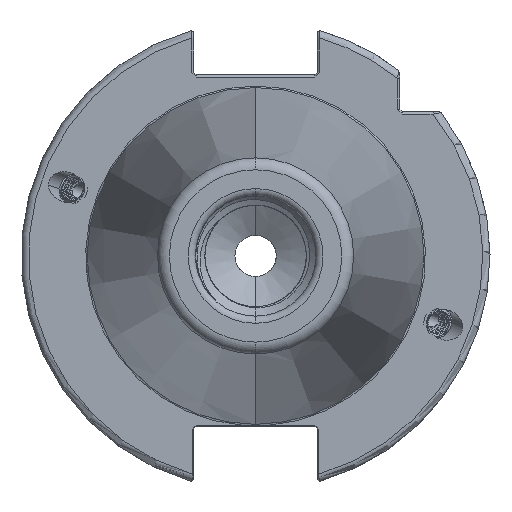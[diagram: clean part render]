
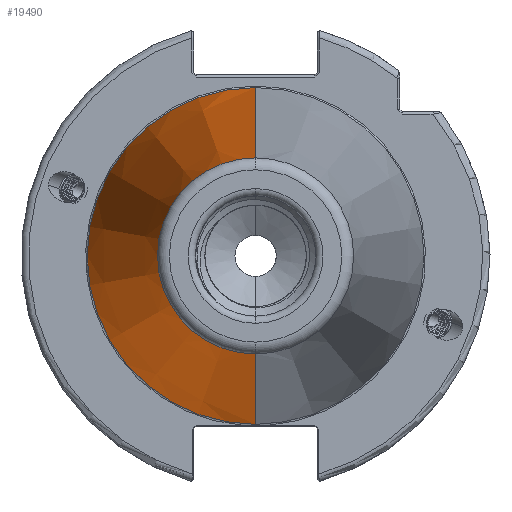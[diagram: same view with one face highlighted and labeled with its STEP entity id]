
A CAD part, left-side view. The second image highlights one B-rep face of the part: STEP entity #19490.
In plain terms, the highlighted conical face has half-angle 8.297 degrees and reference radius 35.392 mm.
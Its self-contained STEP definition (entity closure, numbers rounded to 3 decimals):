
#476 = EDGE_LOOP ( 'NONE', ( #12548, #12546, #12547, #12545, #12544 ) ) ;
#4665 = FACE_OUTER_BOUND ( 'NONE', #476, .T. ) ;
#4669 = AXIS2_PLACEMENT_3D ( 'NONE', #6345, #6346, #6347 ) ;
#6345 = CARTESIAN_POINT ( 'NONE',  ( 0., 0., 0. ) ) ;
#6346 = DIRECTION ( 'NONE',  ( 1., 0., 0. ) ) ;
#6347 = DIRECTION ( 'NONE',  ( 0., 0., -1. ) ) ;
#6953 = CARTESIAN_POINT ( 'NONE',  ( -102.811, 0., 20.399 ) ) ;
#6954 = CARTESIAN_POINT ( 'NONE',  ( -102.811, 0., -20.399 ) ) ;
#6976 = CARTESIAN_POINT ( 'NONE',  ( -2.5, 0., 35.027 ) ) ;
#6977 = CARTESIAN_POINT ( 'NONE',  ( -2.5, 35.027, 0. ) ) ;
#6978 = CARTESIAN_POINT ( 'NONE',  ( -2.5, 0., -35.027 ) ) ;
#11232 = VERTEX_POINT ( 'NONE', #6953 ) ;
#11233 = VERTEX_POINT ( 'NONE', #6954 ) ;
#11255 = VERTEX_POINT ( 'NONE', #6976 ) ;
#11256 = VERTEX_POINT ( 'NONE', #6977 ) ;
#11257 = VERTEX_POINT ( 'NONE', #6978 ) ;
#11866 = EDGE_CURVE ( 'NONE', #11233, #11232, #17425, .T. ) ;
#11886 = EDGE_CURVE ( 'NONE', #11232, #11255, #18116, .T. ) ;
#11887 = EDGE_CURVE ( 'NONE', #11256, #11255, #17444, .T. ) ;
#11888 = EDGE_CURVE ( 'NONE', #11257, #11256, #17445, .T. ) ;
#11889 = EDGE_CURVE ( 'NONE', #11233, #11257, #18125, .T. ) ;
#12544 = ORIENTED_EDGE ( 'NONE', *, *, #11889, .F. ) ;
#12545 = ORIENTED_EDGE ( 'NONE', *, *, #11888, .F. ) ;
#12546 = ORIENTED_EDGE ( 'NONE', *, *, #11886, .T. ) ;
#12547 = ORIENTED_EDGE ( 'NONE', *, *, #11887, .F. ) ;
#12548 = ORIENTED_EDGE ( 'NONE', *, *, #11866, .T. ) ;
#13964 = AXIS2_PLACEMENT_3D ( 'NONE', #18115, #18119, #18120 ) ;
#13985 = VECTOR ( 'NONE', #18118, 1000. ) ;
#13990 = AXIS2_PLACEMENT_3D ( 'NONE', #18121, #18122, #18123 ) ;
#13991 = VECTOR ( 'NONE', #18127, 1000. ) ;
#17425 = CIRCLE ( 'NONE', #18781, 20.399 ) ;
#17444 = CIRCLE ( 'NONE', #13964, 35.027 ) ;
#17445 = CIRCLE ( 'NONE', #13990, 35.027 ) ;
#17541 = CONICAL_SURFACE ( 'NONE', #4669, 35.392, 0.145 ) ;
#18054 = CARTESIAN_POINT ( 'NONE',  ( -102.811, 0., 0. ) ) ;
#18055 = DIRECTION ( 'NONE',  ( 1., 0., 0. ) ) ;
#18056 = DIRECTION ( 'NONE',  ( 0., 0., 1. ) ) ;
#18115 = CARTESIAN_POINT ( 'NONE',  ( -2.5, 0., 0. ) ) ;
#18116 = LINE ( 'NONE', #18117, #13985 ) ;
#18117 = CARTESIAN_POINT ( 'NONE',  ( 0., 0., 35.392 ) ) ;
#18118 = DIRECTION ( 'NONE',  ( 0.99, 0., 0.144 ) ) ;
#18119 = DIRECTION ( 'NONE',  ( 1., 0., 0. ) ) ;
#18120 = DIRECTION ( 'NONE',  ( 0., 1., 0. ) ) ;
#18121 = CARTESIAN_POINT ( 'NONE',  ( -2.5, 0., 0. ) ) ;
#18122 = DIRECTION ( 'NONE',  ( 1., 0., 0. ) ) ;
#18123 = DIRECTION ( 'NONE',  ( 0., 1., 0. ) ) ;
#18125 = LINE ( 'NONE', #18126, #13991 ) ;
#18126 = CARTESIAN_POINT ( 'NONE',  ( 0., 0., -35.392 ) ) ;
#18127 = DIRECTION ( 'NONE',  ( 0.99, 0., -0.144 ) ) ;
#18781 = AXIS2_PLACEMENT_3D ( 'NONE', #18054, #18055, #18056 ) ;
#19490 = ADVANCED_FACE ( 'NONE', ( #4665 ), #17541, .T. ) ;
